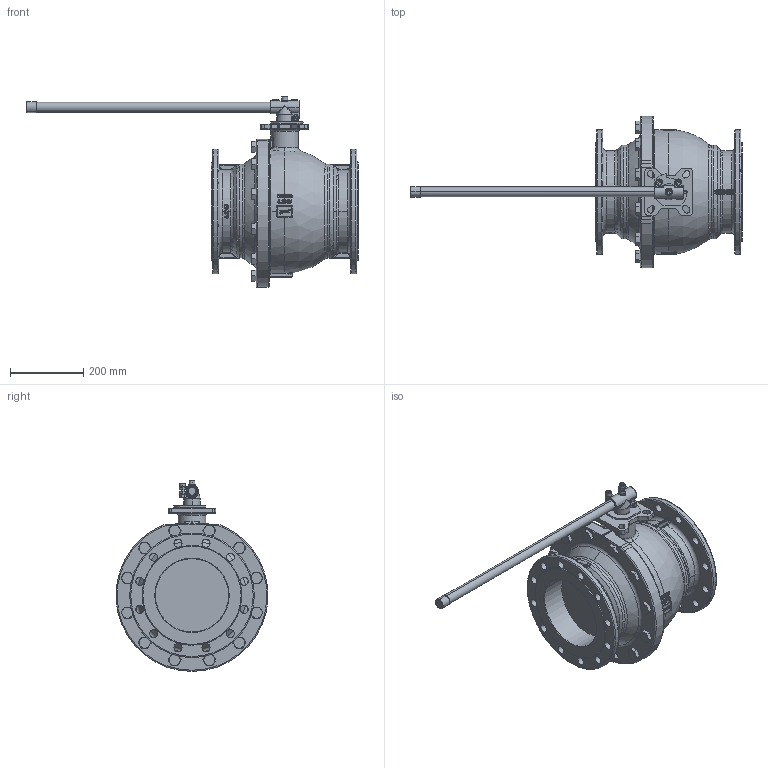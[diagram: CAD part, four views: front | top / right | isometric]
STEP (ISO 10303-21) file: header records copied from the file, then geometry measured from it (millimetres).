
FILE_DESCRIPTION(('HOOPS Exchange Step'),'2;1');
FILE_NAME('FK0100_DN200_PN16.stp','2025-07-17T15:33:22+02:00',('nieru'),('Unknown organisation'),'HOOPS Exchange 2024.2','HOOPS Exchange','Unknown authorisation');
FILE_SCHEMA( ('AP203_CONFIGURATION_CONTROLLED_3D_DESIGN_OF_MECHANICAL_PARTS_AND_ASSEMBLIES_MIM_LF') );
Length unit declared in the file: millimetre
Products named in the file (2): 0; root
Assembly tree (1 placements, depth 2):
  root
    0
Bounding box: 906 x 414.63 x 520.5 mm (x, y, z)
Volume: 25181976.9 mm3; surface area: 1085174.9 mm2
Topology: 2 solids, 2 shells, 1559 faces, 4296 edges, 2801 vertices
Faces by surface type: plane 493, cylinder 394, bspline 371, cone 161, torus 119, sphere 21
Full cylindrical faces by diameter (mm): 10 x8, 11 x7, 16 x4, 17.294 x12, 20 x1, 22 x24, 28.19 x12, 75 x1, 200 x2, 256 x2, 268 x2, 340 x2
Entity records: 70412 total; most frequent: CARTESIAN_POINT 34143, ORIENTED_EDGE 8536, DIRECTION 6276, EDGE_CURVE 4268, VERTEX_POINT 2800, AXIS2_PLACEMENT_3D 2415, EDGE_LOOP 1720, FACE_BOUND 1720
